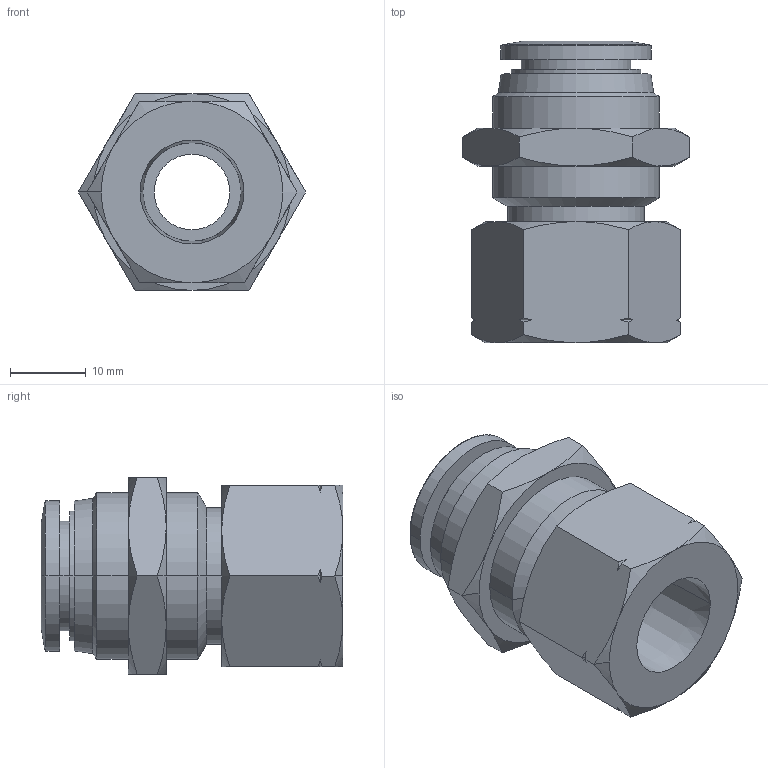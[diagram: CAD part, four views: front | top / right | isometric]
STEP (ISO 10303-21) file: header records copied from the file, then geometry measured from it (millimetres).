
FILE_DESCRIPTION (( 'STEP AP214' ), '1' );
FILE_NAME ('FB12-14N.step', '2016-02-24T20:32:06', ( '' ), ( '' ), 'SwSTEP 2.0', 'SolidWorks 2015', '' );
FILE_SCHEMA (( 'AUTOMOTIVE_DESIGN' ));
Length unit declared in the file: inch
Products named in the file (1): FB12-14N
Bounding box: 30.02 x 39.85 x 26 mm (x, y, z)
Volume: 11878.9 mm3; surface area: 6106.5 mm2
Topology: 1 solids, 1 shells, 95 faces, 218 edges, 132 vertices
Faces by surface type: cone 54, plane 21, cylinder 16, bspline 4
Entity records: 4157 total; most frequent: CARTESIAN_POINT 818, ORIENTED_EDGE 436, DIRECTION 424, EDGE_CURVE 218, AXIS2_PLACEMENT_3D 186, VERTEX_POINT 132, EDGE_LOOP 104, LENGTH_MEASURE_WITH_UNIT 98
